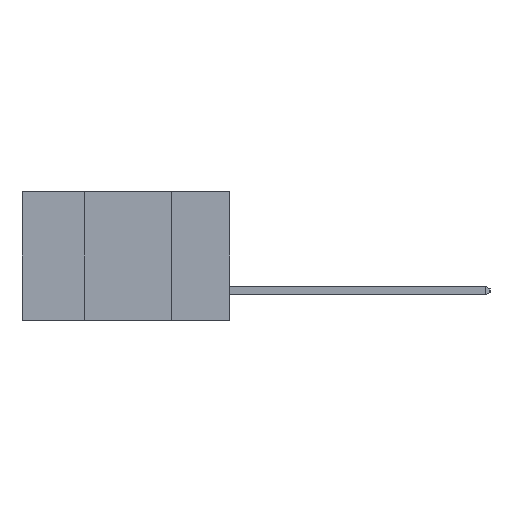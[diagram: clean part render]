
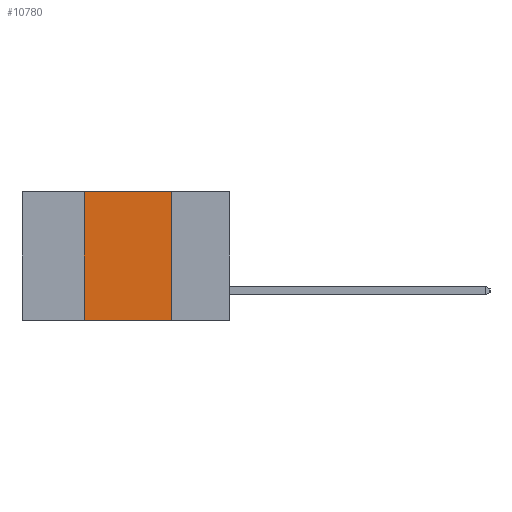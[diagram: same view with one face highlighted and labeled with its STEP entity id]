
A CAD part, left-side view. The second image highlights one B-rep face of the part: STEP entity #10780.
In plain terms, the highlighted planar face has unit normal (-1, 0, 0).
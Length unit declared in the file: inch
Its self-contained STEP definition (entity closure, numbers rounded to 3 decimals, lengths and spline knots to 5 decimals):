
#340 = EDGE_LOOP ( 'NONE', ( #17310, #16755, #2275, #3302 ) ) ;
#370 = CARTESIAN_POINT ( 'NONE',  ( 0., 0.17, -0.37 ) ) ;
#480 = LINE ( 'NONE', #370, #5230 ) ;
#1268 = CARTESIAN_POINT ( 'NONE',  ( 0., 0.42, -0.37 ) ) ;
#2275 = ORIENTED_EDGE ( 'NONE', *, *, #16778, .F. ) ;
#2356 = DIRECTION ( 'NONE',  ( 0., 0., -1. ) ) ;
#3302 = ORIENTED_EDGE ( 'NONE', *, *, #4553, .T. ) ;
#3863 = EDGE_CURVE ( 'NONE', #22628, #12536, #6874, .T. ) ;
#4553 = EDGE_CURVE ( 'NONE', #15172, #16559, #21799, .T. ) ;
#5230 = VECTOR ( 'NONE', #2356, 39.37008 ) ;
#5878 = VECTOR ( 'NONE', #23463, 39.37008 ) ;
#6874 = LINE ( 'NONE', #19781, #18775 ) ;
#7413 = VECTOR ( 'NONE', #13243, 39.37008 ) ;
#9056 = EDGE_CURVE ( 'NONE', #12536, #16559, #480, .T. ) ;
#9879 = DIRECTION ( 'NONE',  ( 0., 0., -1. ) ) ;
#10243 = FACE_OUTER_BOUND ( 'NONE', #340, .T. ) ;
#10780 = ADVANCED_FACE ( 'NONE', ( #10243 ), #19794, .F. ) ;
#11340 = CARTESIAN_POINT ( 'NONE',  ( 0., 0.42, -0.37 ) ) ;
#11516 = LINE ( 'NONE', #11340, #7413 ) ;
#12536 = VERTEX_POINT ( 'NONE', #18577 ) ;
#13243 = DIRECTION ( 'NONE',  ( 0., 0., 1. ) ) ;
#13808 = CARTESIAN_POINT ( 'NONE',  ( 0., 0.6, 0. ) ) ;
#15172 = VERTEX_POINT ( 'NONE', #1268 ) ;
#16559 = VERTEX_POINT ( 'NONE', #24041 ) ;
#16574 = CARTESIAN_POINT ( 'NONE',  ( 0., 0.42, 0. ) ) ;
#16755 = ORIENTED_EDGE ( 'NONE', *, *, #3863, .F. ) ;
#16778 = EDGE_CURVE ( 'NONE', #15172, #22628, #11516, .T. ) ;
#17310 = ORIENTED_EDGE ( 'NONE', *, *, #9056, .F. ) ;
#18577 = CARTESIAN_POINT ( 'NONE',  ( 0., 0.17, 0. ) ) ;
#18775 = VECTOR ( 'NONE', #19580, 39.37008 ) ;
#19580 = DIRECTION ( 'NONE',  ( 0., -1., 0. ) ) ;
#19781 = CARTESIAN_POINT ( 'NONE',  ( 0., 0.6, 0. ) ) ;
#19794 = PLANE ( 'NONE',  #23794 ) ;
#21770 = DIRECTION ( 'NONE',  ( 1., 0., 0. ) ) ;
#21799 = LINE ( 'NONE', #23406, #5878 ) ;
#22628 = VERTEX_POINT ( 'NONE', #16574 ) ;
#23406 = CARTESIAN_POINT ( 'NONE',  ( 0., 0.6, -0.37 ) ) ;
#23463 = DIRECTION ( 'NONE',  ( 0., -1., 0. ) ) ;
#23794 = AXIS2_PLACEMENT_3D ( 'NONE', #13808, #21770, #9879 ) ;
#24041 = CARTESIAN_POINT ( 'NONE',  ( 0., 0.17, -0.37 ) ) ;
